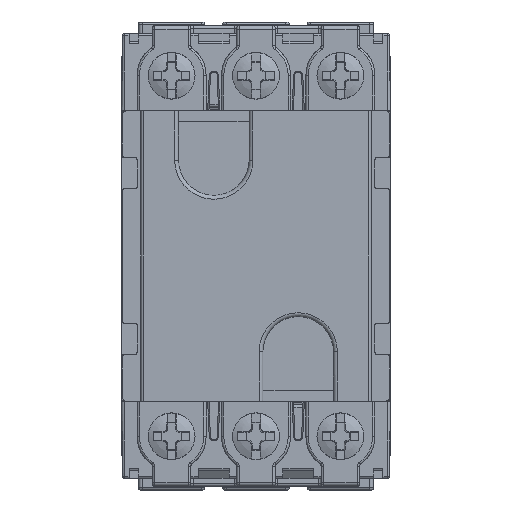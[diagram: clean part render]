
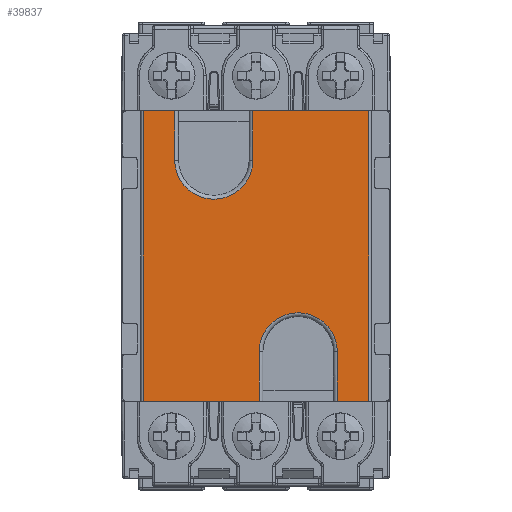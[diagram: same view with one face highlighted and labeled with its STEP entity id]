
A CAD part, front view. The second image highlights one B-rep face of the part: STEP entity #39837.
In plain terms, the highlighted planar face has unit normal (0, -1, 0).
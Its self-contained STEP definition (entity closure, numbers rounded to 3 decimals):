
#2488=CARTESIAN_POINT('',(-14.7,-26.1,-18.908));
#2504=CARTESIAN_POINT('',(0.4,-26.1,-18.908));
#2518=CARTESIAN_POINT('',(10.6,-26.1,-18.908));
#2534=CARTESIAN_POINT('',(14.7,-26.1,-18.908));
#7560=CARTESIAN_POINT('',(14.7,-26.1,18.908));
#7576=CARTESIAN_POINT('',(-0.4,-26.1,18.908));
#7590=CARTESIAN_POINT('',(-10.6,-26.1,18.908));
#7606=CARTESIAN_POINT('',(-14.7,-26.1,18.908));
#8724=DIRECTION('',(0.,0.,1.));
#8725=VECTOR('',#8724,6.408);
#8726=CARTESIAN_POINT('',(-10.6,-26.1,12.5));
#8727=LINE('',#8726,#8725);
#8728=CARTESIAN_POINT('',(-5.5,-26.1,12.5));
#8729=DIRECTION('',(0.,1.,0.));
#8730=DIRECTION('',(1.,0.,0.));
#8731=AXIS2_PLACEMENT_3D('',#8728,#8729,#8730);
#8733=DIRECTION('',(0.,0.,-1.));
#8734=VECTOR('',#8733,6.408);
#8735=CARTESIAN_POINT('',(-0.4,-26.1,18.908));
#8736=LINE('',#8735,#8734);
#8737=DIRECTION('',(1.,0.,0.));
#8738=VECTOR('',#8737,15.1);
#8739=CARTESIAN_POINT('',(-0.4,-26.1,18.908));
#8740=LINE('',#8739,#8738);
#8741=DIRECTION('',(0.,0.,1.));
#8742=VECTOR('',#8741,37.817);
#8743=CARTESIAN_POINT('',(14.7,-26.1,-18.908));
#8744=LINE('',#8743,#8742);
#8745=DIRECTION('',(1.,0.,0.));
#8746=VECTOR('',#8745,4.1);
#8747=CARTESIAN_POINT('',(10.6,-26.1,-18.908));
#8748=LINE('',#8747,#8746);
#8749=DIRECTION('',(0.,0.,-1.));
#8750=VECTOR('',#8749,6.408);
#8751=CARTESIAN_POINT('',(10.6,-26.1,-12.5));
#8752=LINE('',#8751,#8750);
#8753=CARTESIAN_POINT('',(5.5,-26.1,-12.5));
#8754=DIRECTION('',(0.,1.,0.));
#8755=DIRECTION('',(-1.,0.,0.));
#8756=AXIS2_PLACEMENT_3D('',#8753,#8754,#8755);
#8758=DIRECTION('',(0.,0.,1.));
#8759=VECTOR('',#8758,6.408);
#8760=CARTESIAN_POINT('',(0.4,-26.1,-18.908));
#8761=LINE('',#8760,#8759);
#8762=DIRECTION('',(1.,0.,0.));
#8763=VECTOR('',#8762,15.1);
#8764=CARTESIAN_POINT('',(-14.7,-26.1,-18.908));
#8765=LINE('',#8764,#8763);
#8766=DIRECTION('',(0.,0.,-1.));
#8767=VECTOR('',#8766,37.817);
#8768=CARTESIAN_POINT('',(-14.7,-26.1,18.908));
#8769=LINE('',#8768,#8767);
#8770=DIRECTION('',(1.,0.,0.));
#8771=VECTOR('',#8770,4.1);
#8772=CARTESIAN_POINT('',(-14.7,-26.1,18.908));
#8773=LINE('',#8772,#8771);
#24106=VERTEX_POINT('',#7560);
#24110=VERTEX_POINT('',#2534);
#24111=VERTEX_POINT('',#2488);
#24115=VERTEX_POINT('',#7606);
#24116=VERTEX_POINT('',#7590);
#24120=CARTESIAN_POINT('',(-10.6,-26.1,12.5));
#24121=VERTEX_POINT('',#24120);
#24122=CARTESIAN_POINT('',(-0.4,-26.1,12.5));
#24123=VERTEX_POINT('',#24122);
#24127=VERTEX_POINT('',#7576);
#24128=VERTEX_POINT('',#2518);
#24132=CARTESIAN_POINT('',(10.6,-26.1,-12.5));
#24133=VERTEX_POINT('',#24132);
#24134=CARTESIAN_POINT('',(0.4,-26.1,-12.5));
#24135=VERTEX_POINT('',#24134);
#24139=VERTEX_POINT('',#2504);
#39812=CARTESIAN_POINT('',(0.,-26.1,0.));
#39813=DIRECTION('',(0.,-1.,0.));
#39814=DIRECTION('',(1.,0.,0.));
#39815=AXIS2_PLACEMENT_3D('',#39812,#39813,#39814);
#39816=PLANE('',#39815);
#39818=ORIENTED_EDGE('',*,*,#39817,.F.);
#39820=ORIENTED_EDGE('',*,*,#39819,.F.);
#39822=ORIENTED_EDGE('',*,*,#39821,.F.);
#39823=ORIENTED_EDGE('',*,*,#38390,.T.);
#39824=ORIENTED_EDGE('',*,*,#38364,.F.);
#39825=ORIENTED_EDGE('',*,*,#32026,.F.);
#39827=ORIENTED_EDGE('',*,*,#39826,.F.);
#39829=ORIENTED_EDGE('',*,*,#39828,.F.);
#39831=ORIENTED_EDGE('',*,*,#39830,.F.);
#39832=ORIENTED_EDGE('',*,*,#32014,.F.);
#39833=ORIENTED_EDGE('',*,*,#39807,.F.);
#39834=ORIENTED_EDGE('',*,*,#38402,.T.);
#39835=EDGE_LOOP('',(#39818,#39820,#39822,#39823,#39824,#39825,#39827,#39829,
#39831,#39832,#39833,#39834));
#39836=FACE_OUTER_BOUND('',#39835,.F.);
#8732=CIRCLE('',#8731,5.1);
#8757=CIRCLE('',#8756,5.1);
#32014=EDGE_CURVE('',#24111,#24139,#8765,.T.);
#32026=EDGE_CURVE('',#24128,#24110,#8748,.T.);
#38364=EDGE_CURVE('',#24110,#24106,#8744,.T.);
#38390=EDGE_CURVE('',#24127,#24106,#8740,.T.);
#38402=EDGE_CURVE('',#24115,#24116,#8773,.T.);
#39807=EDGE_CURVE('',#24115,#24111,#8769,.T.);
#39817=EDGE_CURVE('',#24121,#24116,#8727,.T.);
#39819=EDGE_CURVE('',#24123,#24121,#8732,.T.);
#39821=EDGE_CURVE('',#24127,#24123,#8736,.T.);
#39826=EDGE_CURVE('',#24133,#24128,#8752,.T.);
#39828=EDGE_CURVE('',#24135,#24133,#8757,.T.);
#39830=EDGE_CURVE('',#24139,#24135,#8761,.T.);
#39837=ADVANCED_FACE('',(#39836),#39816,.T.);
